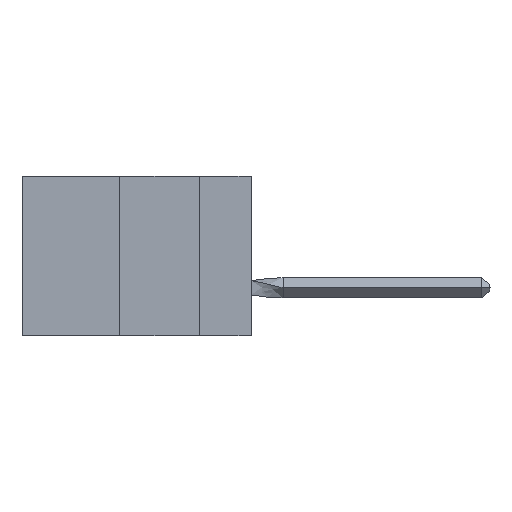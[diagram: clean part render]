
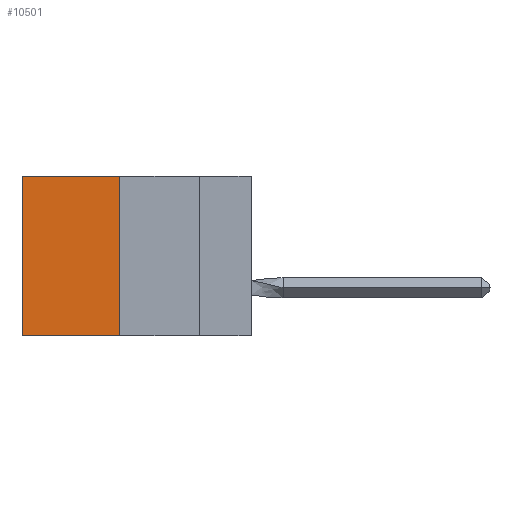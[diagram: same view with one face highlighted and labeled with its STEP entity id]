
A CAD part, left-side view. The second image highlights one B-rep face of the part: STEP entity #10501.
In plain terms, the highlighted planar face has unit normal (-1, 0, 0).
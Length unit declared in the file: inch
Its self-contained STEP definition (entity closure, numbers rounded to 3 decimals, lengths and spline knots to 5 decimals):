
#1103 = LINE ( 'NONE', #9329, #12321 ) ;
#1533 = EDGE_CURVE ( 'NONE', #2055, #10530, #13366, .T. ) ;
#1569 = DIRECTION ( 'NONE',  ( 0., 1., 0. ) ) ;
#2055 = VERTEX_POINT ( 'NONE', #4919 ) ;
#2333 = LINE ( 'NONE', #3785, #15253 ) ;
#2467 = CARTESIAN_POINT ( 'NONE',  ( 0.305, 0.72, -0.5 ) ) ;
#3368 = CARTESIAN_POINT ( 'NONE',  ( 0.305, 0.72, -0.5 ) ) ;
#3785 = CARTESIAN_POINT ( 'NONE',  ( 0.305, 0.413, 0. ) ) ;
#3848 = DIRECTION ( 'NONE',  ( 0., 1., 0. ) ) ;
#4524 = DIRECTION ( 'NONE',  ( 0., 0., -1. ) ) ;
#4919 = CARTESIAN_POINT ( 'NONE',  ( 0.305, 0.413, 0. ) ) ;
#5394 = DIRECTION ( 'NONE',  ( 0., 0., -1. ) ) ;
#5589 = VECTOR ( 'NONE', #4524, 39.37008 ) ;
#5874 = EDGE_CURVE ( 'NONE', #2055, #13166, #2333, .T. ) ;
#6881 = CARTESIAN_POINT ( 'NONE',  ( 0.305, 0.413, -0.5 ) ) ;
#6938 = EDGE_CURVE ( 'NONE', #10530, #14224, #1103, .T. ) ;
#7395 = DIRECTION ( 'NONE',  ( 0., 0., -1. ) ) ;
#8655 = VECTOR ( 'NONE', #7395, 39.37008 ) ;
#9267 = CARTESIAN_POINT ( 'NONE',  ( 0.305, 0.413, -0.5 ) ) ;
#9329 = CARTESIAN_POINT ( 'NONE',  ( 0.305, 0.413, -0.5 ) ) ;
#10030 = AXIS2_PLACEMENT_3D ( 'NONE', #6881, #10174, #5394 ) ;
#10174 = DIRECTION ( 'NONE',  ( 1., 0., 0. ) ) ;
#10429 = ORIENTED_EDGE ( 'NONE', *, *, #11214, .T. ) ;
#10501 = ADVANCED_FACE ( 'NONE', ( #14062 ), #16176, .F. ) ;
#10530 = VERTEX_POINT ( 'NONE', #19477 ) ;
#11020 = ORIENTED_EDGE ( 'NONE', *, *, #5874, .T. ) ;
#11214 = EDGE_CURVE ( 'NONE', #13166, #14224, #12805, .T. ) ;
#12321 = VECTOR ( 'NONE', #1569, 39.37008 ) ;
#12570 = EDGE_LOOP ( 'NONE', ( #10429, #16327, #17075, #11020 ) ) ;
#12735 = CARTESIAN_POINT ( 'NONE',  ( 0.305, 0.72, 0. ) ) ;
#12805 = LINE ( 'NONE', #2467, #8655 ) ;
#13166 = VERTEX_POINT ( 'NONE', #12735 ) ;
#13366 = LINE ( 'NONE', #9267, #5589 ) ;
#14062 = FACE_OUTER_BOUND ( 'NONE', #12570, .T. ) ;
#14224 = VERTEX_POINT ( 'NONE', #3368 ) ;
#15253 = VECTOR ( 'NONE', #3848, 39.37008 ) ;
#16176 = PLANE ( 'NONE',  #10030 ) ;
#16327 = ORIENTED_EDGE ( 'NONE', *, *, #6938, .F. ) ;
#17075 = ORIENTED_EDGE ( 'NONE', *, *, #1533, .F. ) ;
#19477 = CARTESIAN_POINT ( 'NONE',  ( 0.305, 0.413, -0.5 ) ) ;
